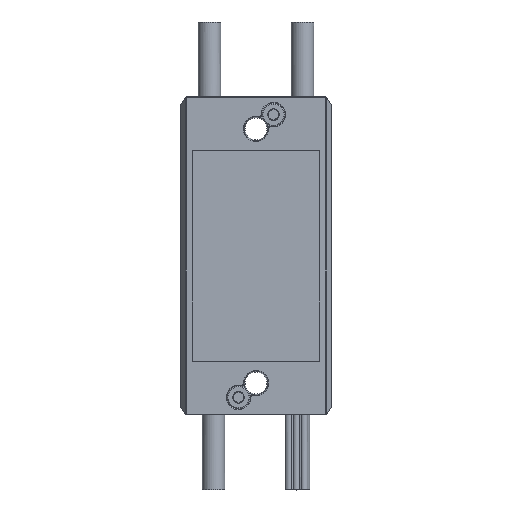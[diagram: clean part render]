
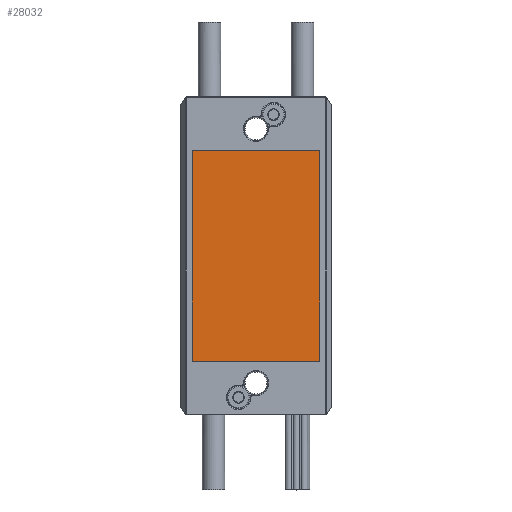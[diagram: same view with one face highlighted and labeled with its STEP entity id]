
A CAD part, front view. The second image highlights one B-rep face of the part: STEP entity #28032.
In plain terms, the highlighted planar face has unit normal (0, -1, 0).
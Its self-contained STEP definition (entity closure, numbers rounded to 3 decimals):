
#3881=LINE('',#55187,#5833);
#3882=LINE('',#55189,#5834);
#3883=LINE('',#55191,#5835);
#3884=LINE('',#55192,#5836);
#5833=VECTOR('',#36944,42.);
#5834=VECTOR('',#36945,25.4);
#5835=VECTOR('',#36946,42.);
#5836=VECTOR('',#36947,25.4);
#9534=FACE_OUTER_BOUND('',#11180,.T.);
#11180=EDGE_LOOP('',(#24739,#24740,#24741,#24742));
#14002=VERTEX_POINT('',#55185);
#14003=VERTEX_POINT('',#55186);
#14004=VERTEX_POINT('',#55188);
#14005=VERTEX_POINT('',#55190);
#17687=EDGE_CURVE('',#14002,#14003,#3881,.T.);
#17688=EDGE_CURVE('',#14003,#14004,#3882,.T.);
#17689=EDGE_CURVE('',#14004,#14005,#3883,.T.);
#17690=EDGE_CURVE('',#14005,#14002,#3884,.T.);
#24739=ORIENTED_EDGE('',*,*,#17687,.T.);
#24740=ORIENTED_EDGE('',*,*,#17688,.T.);
#24741=ORIENTED_EDGE('',*,*,#17689,.T.);
#24742=ORIENTED_EDGE('',*,*,#17690,.T.);
#26597=PLANE('',#30496);
#28032=ADVANCED_FACE('',(#9534),#26597,.T.);
#30496=AXIS2_PLACEMENT_3D('',#55184,#36942,#36943);
#36942=DIRECTION('center_axis',(0.,-1.,0.));
#36943=DIRECTION('ref_axis',(1.,0.,0.));
#36944=DIRECTION('',(0.,0.,1.));
#36945=DIRECTION('',(-1.,0.,0.));
#36946=DIRECTION('',(0.,0.,-1.));
#36947=DIRECTION('',(1.,0.,0.));
#55184=CARTESIAN_POINT('Origin',(0.,-7.42,0.));
#55185=CARTESIAN_POINT('',(12.7,-7.42,-21.));
#55186=CARTESIAN_POINT('',(12.7,-7.42,21.));
#55187=CARTESIAN_POINT('',(12.7,-7.42,21.));
#55188=CARTESIAN_POINT('',(-12.7,-7.42,21.));
#55189=CARTESIAN_POINT('',(-12.7,-7.42,21.));
#55190=CARTESIAN_POINT('',(-12.7,-7.42,-21.));
#55191=CARTESIAN_POINT('',(-12.7,-7.42,21.));
#55192=CARTESIAN_POINT('',(-12.7,-7.42,-21.));
